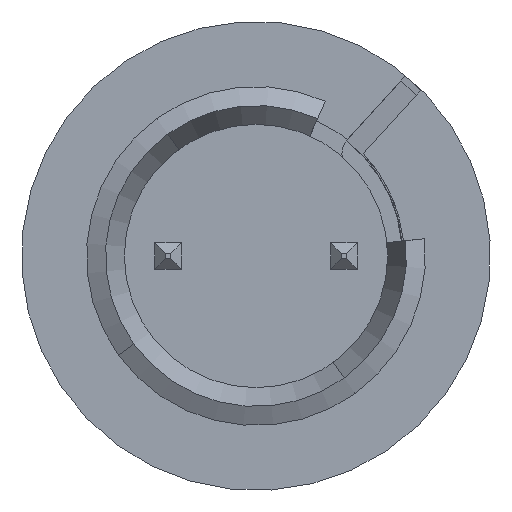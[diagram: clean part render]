
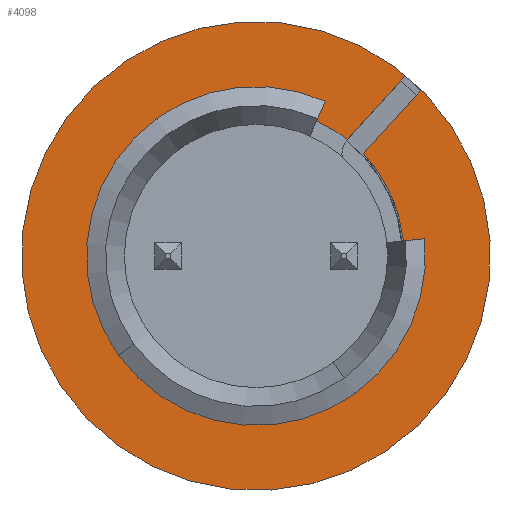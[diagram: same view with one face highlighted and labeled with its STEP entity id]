
A CAD part, front view. The second image highlights one B-rep face of the part: STEP entity #4098.
In plain terms, the highlighted planar face has unit normal (0, -1, 0).
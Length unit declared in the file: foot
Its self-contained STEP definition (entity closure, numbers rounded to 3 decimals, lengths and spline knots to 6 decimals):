
#185 = AXIS2_PLACEMENT_3D ( 'NONE', #3170, #8329, #3911 ) ;
#740 = ORIENTED_EDGE ( 'NONE', *, *, #6316, .F. ) ;
#858 = VERTEX_POINT ( 'NONE', #1666 ) ;
#912 = EDGE_CURVE ( 'NONE', #858, #2937, #5390, .T. ) ;
#1249 = FACE_OUTER_BOUND ( 'NONE', #9090, .T. ) ;
#1666 = CARTESIAN_POINT ( 'NONE',  ( 0., -0.00125, -0.018333 ) ) ;
#2011 = EDGE_LOOP ( 'NONE', ( #5574, #5772 ) ) ;
#2079 = CARTESIAN_POINT ( 'NONE',  ( 0., -0.00125, 0.018333 ) ) ;
#2134 = CARTESIAN_POINT ( 'NONE',  ( 0., -0.00125, -0.01 ) ) ;
#2299 = CARTESIAN_POINT ( 'NONE',  ( 0., -0.00125, 0.01 ) ) ;
#2627 = DIRECTION ( 'NONE',  ( 0., 1., 0. ) ) ;
#2937 = VERTEX_POINT ( 'NONE', #2079 ) ;
#3010 = CARTESIAN_POINT ( 'NONE',  ( 0., -0.00125, 0. ) ) ;
#3170 = CARTESIAN_POINT ( 'NONE',  ( 0., -0.00125, 0. ) ) ;
#3408 = ORIENTED_EDGE ( 'NONE', *, *, #912, .F. ) ;
#3600 = VERTEX_POINT ( 'NONE', #2299 ) ;
#3755 = DIRECTION ( 'NONE',  ( 0., 0., 1. ) ) ;
#3911 = DIRECTION ( 'NONE',  ( 0., 0., 1. ) ) ;
#3958 = DIRECTION ( 'NONE',  ( 0., 1., 0. ) ) ;
#4098 = ADVANCED_FACE ( 'NONE', ( #1249, #5154 ), #8927, .F. ) ;
#4119 = CIRCLE ( 'NONE', #6846, 0.018333 ) ;
#4283 = DIRECTION ( 'NONE',  ( 0., 1., 0. ) ) ;
#4982 = EDGE_CURVE ( 'NONE', #3600, #6857, #8458, .T. ) ;
#5006 = CIRCLE ( 'NONE', #6048, 0.01 ) ;
#5154 = FACE_BOUND ( 'NONE', #2011, .T. ) ;
#5390 = CIRCLE ( 'NONE', #9073, 0.018333 ) ;
#5574 = ORIENTED_EDGE ( 'NONE', *, *, #8119, .T. ) ;
#5772 = ORIENTED_EDGE ( 'NONE', *, *, #4982, .T. ) ;
#6048 = AXIS2_PLACEMENT_3D ( 'NONE', #8725, #4283, #9470 ) ;
#6316 = EDGE_CURVE ( 'NONE', #2937, #858, #4119, .T. ) ;
#6846 = AXIS2_PLACEMENT_3D ( 'NONE', #7024, #2627, #7766 ) ;
#6857 = VERTEX_POINT ( 'NONE', #2134 ) ;
#7024 = CARTESIAN_POINT ( 'NONE',  ( 0., -0.00125, 0. ) ) ;
#7766 = DIRECTION ( 'NONE',  ( 0., 0., 1. ) ) ;
#8119 = EDGE_CURVE ( 'NONE', #6857, #3600, #5006, .T. ) ;
#8160 = DIRECTION ( 'NONE',  ( 0., 1., 0. ) ) ;
#8277 = AXIS2_PLACEMENT_3D ( 'NONE', #3010, #8160, #3755 ) ;
#8329 = DIRECTION ( 'NONE',  ( 0., 1., 0. ) ) ;
#8381 = CARTESIAN_POINT ( 'NONE',  ( 0., -0.00125, 0. ) ) ;
#8458 = CIRCLE ( 'NONE', #8277, 0.01 ) ;
#8725 = CARTESIAN_POINT ( 'NONE',  ( 0., -0.00125, 0. ) ) ;
#8927 = PLANE ( 'NONE',  #185 ) ;
#9073 = AXIS2_PLACEMENT_3D ( 'NONE', #8381, #3958, #9146 ) ;
#9090 = EDGE_LOOP ( 'NONE', ( #3408, #740 ) ) ;
#9146 = DIRECTION ( 'NONE',  ( 0., 0., 1. ) ) ;
#9470 = DIRECTION ( 'NONE',  ( 0., 0., 1. ) ) ;
